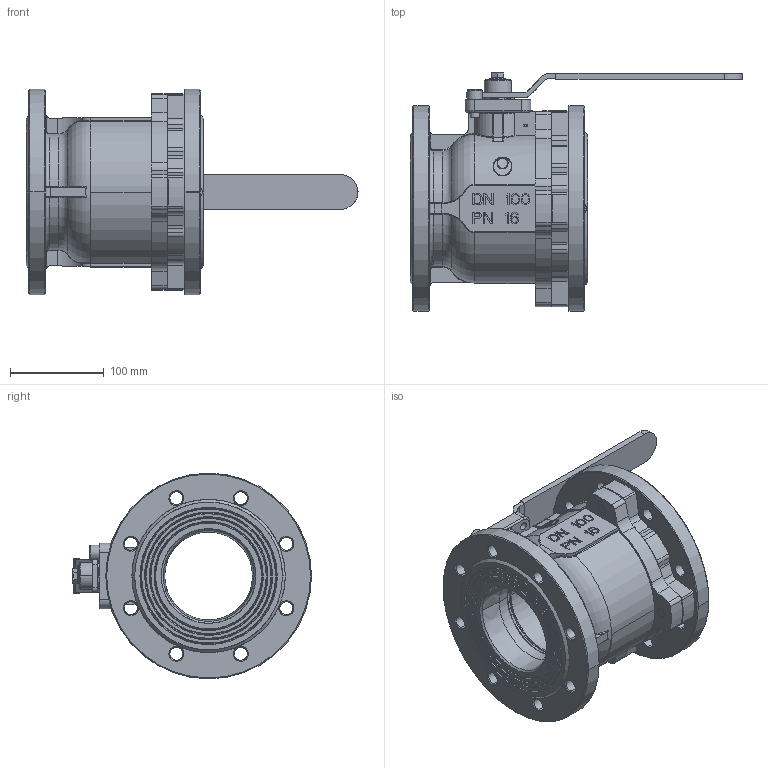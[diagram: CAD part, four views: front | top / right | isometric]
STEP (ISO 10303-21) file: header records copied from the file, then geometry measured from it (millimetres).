
FILE_DESCRIPTION(/* description */ ('Unknown'),/* implementation_level */ '2;1');
FILE_NAME(/* name */ '909-12_(4.150_160.100)',/* time_stamp */ '2021-04-28T13:31:47+02:00',/* author */ ('Unknown'),/* organization */ ('Unknown'),/* preprocessor_version */ 'ST-DEVELOPER v16.7',/* originating_system */ 'Solid Edge',/* authorisation */ 'Unknown');
FILE_SCHEMA (('AUTOMOTIVE_DESIGN {1 0 10303 214 3 1 1}'));
Length unit declared in the file: millimetre
Products named in the file (2): 4.150_160.100; id11
Assembly tree (1 placements, depth 2):
  4.150_160.100
    id11
Bounding box: 355 x 255.5 x 220 mm (x, y, z)
Surface area: 1033651.7 mm2 (no closed solid volume)
Topology: 0 solids, 2978 shells, 3159 faces, 15889 edges, 15646 vertices
Faces by surface type: plane 1890, cylinder 713, cone 311, torus 118, bspline 101, sphere 26
Full cylindrical faces by diameter (mm): 6.8 x1, 10.8 x1, 12 x2, 16 x9, 17 x1, 18 x2, 20.3 x2, 21.1 x1, 24.7 x5, 24.9 x1, 30 x2, 33 x1, 35.5 x1, 36 x2, 110 x1
Entity records: 199518 total; most frequent: CARTESIAN_POINT 57706, DIRECTION 21852, ORIENTED_EDGE 16128, EDGE_CURVE 15776, VERTEX_POINT 15648, LINE 11124, VECTOR 11124, AXIS2_PLACEMENT_3D 5364
